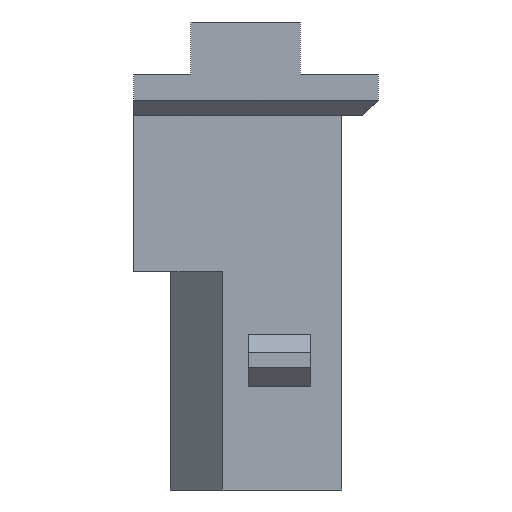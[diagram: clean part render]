
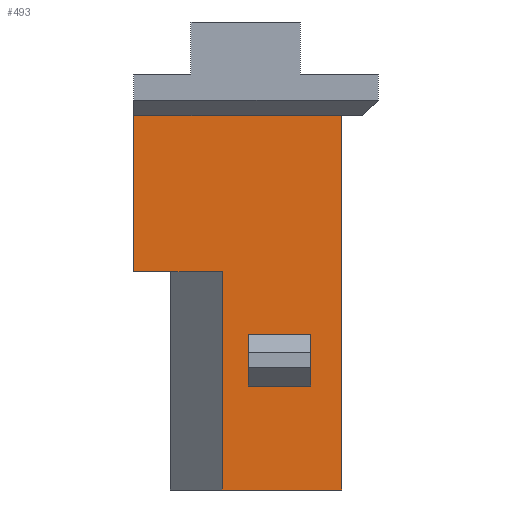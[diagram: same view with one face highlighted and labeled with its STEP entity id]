
A CAD part, left-side view. The second image highlights one B-rep face of the part: STEP entity #493.
In plain terms, the highlighted planar face has unit normal (-1, 0, 0).
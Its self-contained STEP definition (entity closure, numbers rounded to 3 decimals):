
#493 = ADVANCED_FACE( '', ( #1086, #1087 ), #1088, .T. );
#1086 = FACE_BOUND( '', #1774, .T. );
#1087 = FACE_OUTER_BOUND( '', #1775, .T. );
#1088 = PLANE( '', #1776 );
#1774 = EDGE_LOOP( '', ( #3278, #3279, #3280, #3281 ) );
#1775 = EDGE_LOOP( '', ( #3282, #3283, #3284, #3285, #3286, #3287 ) );
#1776 = AXIS2_PLACEMENT_3D( '', #3288, #3289, #3290 );
#3278 = ORIENTED_EDGE( '', *, *, #4701, .T. );
#3279 = ORIENTED_EDGE( '', *, *, #4781, .T. );
#3280 = ORIENTED_EDGE( '', *, *, #4782, .T. );
#3281 = ORIENTED_EDGE( '', *, *, #4681, .T. );
#3282 = ORIENTED_EDGE( '', *, *, #4648, .F. );
#3283 = ORIENTED_EDGE( '', *, *, #4199, .T. );
#3284 = ORIENTED_EDGE( '', *, *, #4349, .T. );
#3285 = ORIENTED_EDGE( '', *, *, #4783, .F. );
#3286 = ORIENTED_EDGE( '', *, *, #4393, .F. );
#3287 = ORIENTED_EDGE( '', *, *, #4784, .F. );
#3288 = CARTESIAN_POINT( '', ( -9.1, 20.691, 2.7 ) );
#3289 = DIRECTION( '', ( -1., 0., 0. ) );
#3290 = DIRECTION( '', ( 0., 0., 1. ) );
#4199 = EDGE_CURVE( '', #5068, #5065, #5069, .T. );
#4349 = EDGE_CURVE( '', #5065, #5328, #5330, .T. );
#4393 = EDGE_CURVE( '', #5403, #5405, #5406, .T. );
#4648 = EDGE_CURVE( '', #5068, #5784, #5805, .T. );
#4681 = EDGE_CURVE( '', #5845, #5847, #5849, .T. );
#4701 = EDGE_CURVE( '', #5847, #5876, #5878, .T. );
#4781 = EDGE_CURVE( '', #5876, #5976, #5977, .T. );
#4782 = EDGE_CURVE( '', #5976, #5845, #5978, .T. );
#4783 = EDGE_CURVE( '', #5405, #5328, #5979, .T. );
#4784 = EDGE_CURVE( '', #5784, #5403, #5980, .T. );
#5065 = VERTEX_POINT( '', #6328 );
#5068 = VERTEX_POINT( '', #6332 );
#5069 = LINE( '', #6333, #6334 );
#5328 = VERTEX_POINT( '', #6712 );
#5330 = LINE( '', #6715, #6716 );
#5403 = VERTEX_POINT( '', #6816 );
#5405 = VERTEX_POINT( '', #6819 );
#5406 = LINE( '', #6820, #6821 );
#5784 = VERTEX_POINT( '', #7395 );
#5805 = LINE( '', #7429, #7430 );
#5845 = VERTEX_POINT( '', #7491 );
#5847 = VERTEX_POINT( '', #7494 );
#5849 = LINE( '', #7497, #7498 );
#5876 = VERTEX_POINT( '', #7538 );
#5878 = LINE( '', #7541, #7542 );
#5976 = VERTEX_POINT( '', #7691 );
#5977 = LINE( '', #7692, #7693 );
#5978 = LINE( '', #7694, #7695 );
#5979 = LINE( '', #7696, #7697 );
#5980 = LINE( '', #7698, #7699 );
#6328 = CARTESIAN_POINT( '', ( -9.1, 0.65, -4.5 ) );
#6332 = CARTESIAN_POINT( '', ( -9.1, 0.65, -0.3 ) );
#6333 = CARTESIAN_POINT( '', ( -9.1, 0.65, 2.7 ) );
#6334 = VECTOR( '', #8054, 1000. );
#6712 = CARTESIAN_POINT( '', ( -9.1, -1.65, -4.5 ) );
#6715 = CARTESIAN_POINT( '', ( -9.1, 20.691, -4.5 ) );
#6716 = VECTOR( '', #8184, 1000. );
#6816 = CARTESIAN_POINT( '', ( -9.1, 2.35, 2.7 ) );
#6819 = CARTESIAN_POINT( '', ( -9.1, -1.65, 2.7 ) );
#6820 = CARTESIAN_POINT( '', ( -9.1, 20.691, 2.7 ) );
#6821 = VECTOR( '', #8234, 1000. );
#7395 = CARTESIAN_POINT( '', ( -9.1, 2.35, -0.3 ) );
#7429 = CARTESIAN_POINT( '', ( -9.1, 2.35, -0.3 ) );
#7430 = VECTOR( '', #8450, 1000. );
#7491 = CARTESIAN_POINT( '', ( -9.1, -1.05, -2.5 ) );
#7494 = CARTESIAN_POINT( '', ( -9.1, 0.15, -2.5 ) );
#7497 = CARTESIAN_POINT( '', ( -9.1, -1.05, -2.5 ) );
#7498 = VECTOR( '', #8474, 1000. );
#7538 = CARTESIAN_POINT( '', ( -9.1, 0.15, -1.5 ) );
#7541 = CARTESIAN_POINT( '', ( -9.1, 0.15, -2.5 ) );
#7542 = VECTOR( '', #8489, 1000. );
#7691 = CARTESIAN_POINT( '', ( -9.1, -1.05, -1.5 ) );
#7692 = CARTESIAN_POINT( '', ( -9.1, 0.15, -1.5 ) );
#7693 = VECTOR( '', #8547, 1000. );
#7694 = CARTESIAN_POINT( '', ( -9.1, -1.05, -1.5 ) );
#7695 = VECTOR( '', #8548, 1000. );
#7696 = CARTESIAN_POINT( '', ( -9.1, -1.65, 2.7 ) );
#7697 = VECTOR( '', #8549, 1000. );
#7698 = CARTESIAN_POINT( '', ( -9.1, 2.35, 4.5 ) );
#7699 = VECTOR( '', #8550, 1000. );
#8054 = DIRECTION( '', ( 0., 0., -1. ) );
#8184 = DIRECTION( '', ( 0., -1., 0. ) );
#8234 = DIRECTION( '', ( 0., -1., 0. ) );
#8450 = DIRECTION( '', ( 0., 1., 0. ) );
#8474 = DIRECTION( '', ( 0., 1., 0. ) );
#8489 = DIRECTION( '', ( 0., 0., 1. ) );
#8547 = DIRECTION( '', ( 0., -1., 0. ) );
#8548 = DIRECTION( '', ( 0., 0., -1. ) );
#8549 = DIRECTION( '', ( 0., 0., -1. ) );
#8550 = DIRECTION( '', ( 0., 0., 1. ) );
